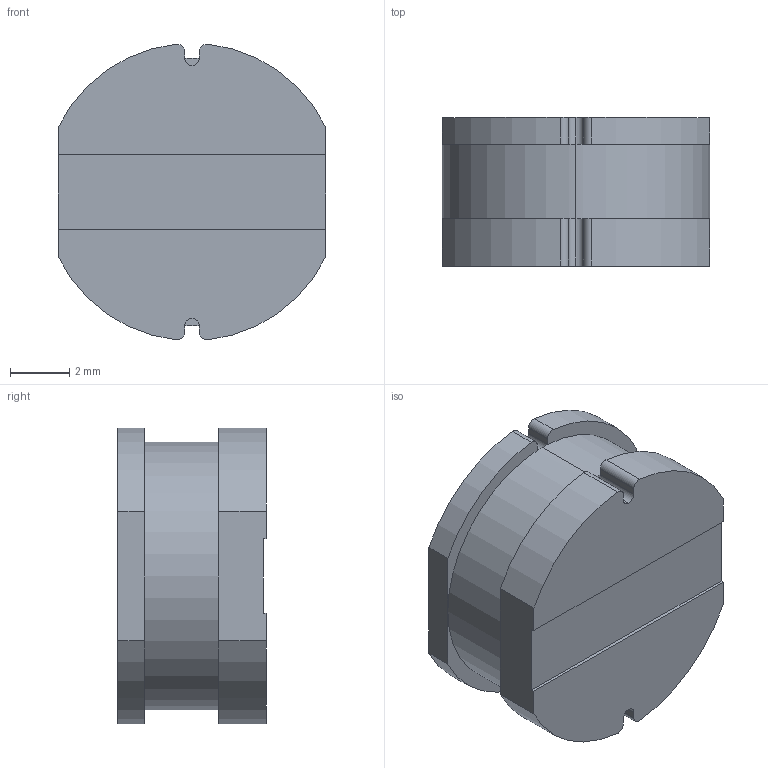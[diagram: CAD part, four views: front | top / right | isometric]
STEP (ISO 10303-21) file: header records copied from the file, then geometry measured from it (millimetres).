
FILE_DESCRIPTION (( 'STEP AP214' ), '1' );
FILE_NAME ('Inductor CD105.STEP', '2024-11-14T09:45:40', ( '' ), ( '' ), 'SwSTEP 2.0', 'SolidWorks 2021', '' );
FILE_SCHEMA (( 'AUTOMOTIVE_DESIGN' ));
Length unit declared in the file: millimetre
Products named in the file (1): Inductor CD105
Bounding box: 9 x 5 x 9.95 mm (x, y, z)
Volume: 343.8 mm3; surface area: 328.5 mm2
Topology: 1 solids, 1 shells, 181 faces, 504 edges, 332 vertices
Faces by surface type: plane 126, cylinder 28, bspline 27
Entity records: 8313 total; most frequent: CARTESIAN_POINT 1757, ORIENTED_EDGE 1008, DIRECTION 836, EDGE_CURVE 504, LINE 374, VECTOR 374, VERTEX_POINT 332, AXIS2_PLACEMENT_3D 231
